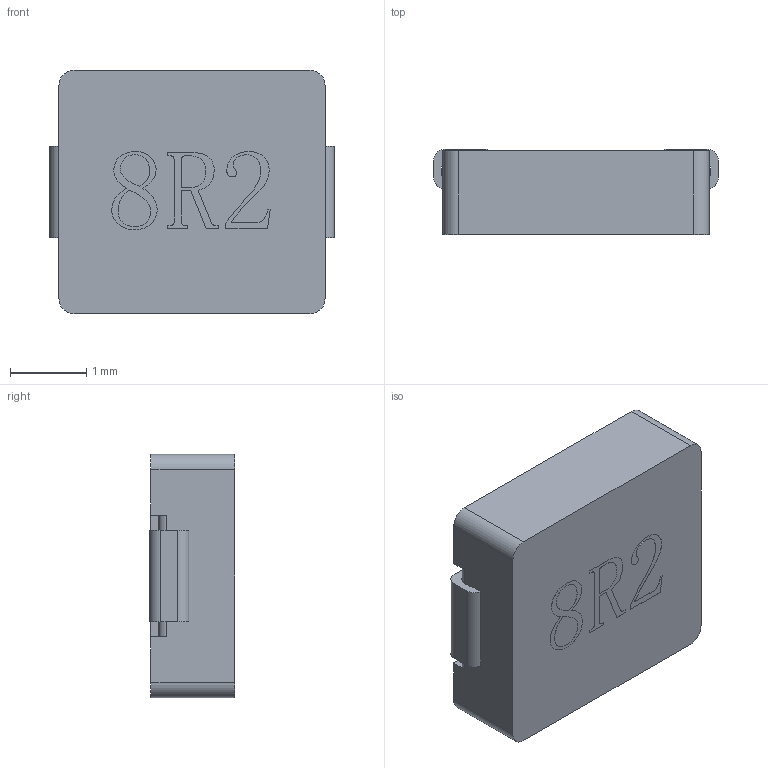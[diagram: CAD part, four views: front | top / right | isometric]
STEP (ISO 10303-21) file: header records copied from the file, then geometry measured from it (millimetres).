
FILE_DESCRIPTION (( 'STEP AP214' ), '1' );
FILE_NAME ('PSMT3012.STEP', '2024-01-03T09:54:01', ( '微软用户' ), ( '微软中国' ), 'SwSTEP 2.0', 'SolidWorks 2018', '' );
FILE_SCHEMA (( 'AUTOMOTIVE_DESIGN' ));
Length unit declared in the file: millimetre
Products named in the file (1): PSMT3012
Bounding box: 3.74 x 1.12 x 3.2 mm (x, y, z)
Volume: 12.3 mm3; surface area: 42.2 mm2
Topology: 1 solids, 1 shells, 109 faces, 297 edges, 198 vertices
Faces by surface type: plane 58, bspline 37, cylinder 14
Entity records: 5576 total; most frequent: CARTESIAN_POINT 2754, ORIENTED_EDGE 594, DIRECTION 397, EDGE_CURVE 297, VERTEX_POINT 198, LINE 195, VECTOR 195, EDGE_LOOP 117
